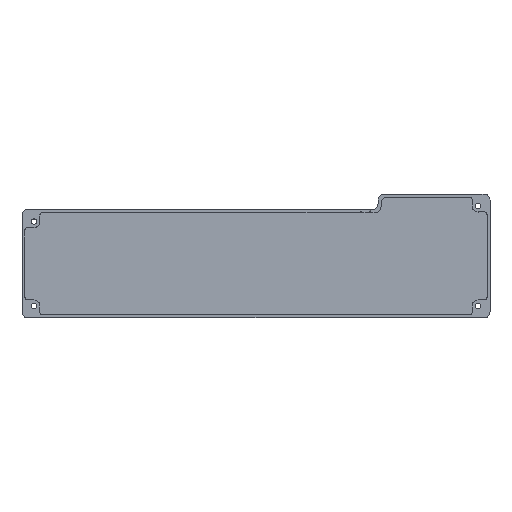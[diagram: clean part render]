
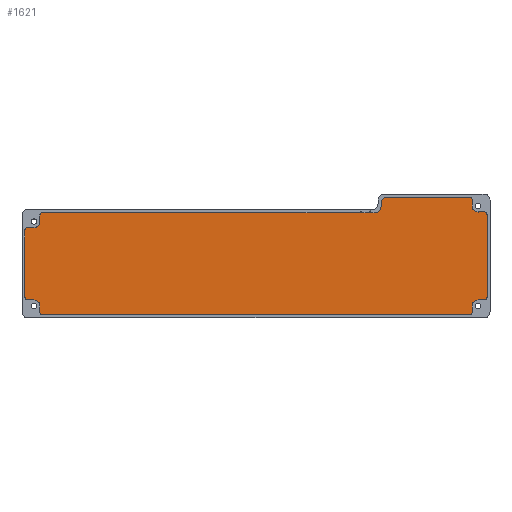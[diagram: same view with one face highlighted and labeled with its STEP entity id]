
A CAD part, top view. The second image highlights one B-rep face of the part: STEP entity #1621.
In plain terms, the highlighted planar face has unit normal (0, 0, 1).
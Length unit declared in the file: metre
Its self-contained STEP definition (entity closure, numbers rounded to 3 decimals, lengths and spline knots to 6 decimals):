
#78=LINE('',#2457,#218);
#86=LINE('',#2474,#226);
#98=LINE('',#2503,#238);
#102=LINE('',#2512,#242);
#110=LINE('',#2529,#250);
#133=LINE('',#2631,#273);
#218=VECTOR('',#1927,1.);
#226=VECTOR('',#1937,1.);
#238=VECTOR('',#1955,1.);
#242=VECTOR('',#1961,1.);
#250=VECTOR('',#1971,1.);
#273=VECTOR('',#2062,1.);
#446=ORIENTED_EDGE('',*,*,#912,.T.);
#447=ORIENTED_EDGE('',*,*,#913,.F.);
#448=ORIENTED_EDGE('',*,*,#914,.F.);
#449=ORIENTED_EDGE('',*,*,#915,.T.);
#450=ORIENTED_EDGE('',*,*,#831,.F.);
#451=ORIENTED_EDGE('',*,*,#916,.T.);
#452=ORIENTED_EDGE('',*,*,#865,.F.);
#453=ORIENTED_EDGE('',*,*,#917,.T.);
#454=ORIENTED_EDGE('',*,*,#857,.F.);
#455=ORIENTED_EDGE('',*,*,#918,.T.);
#456=ORIENTED_EDGE('',*,*,#853,.F.);
#457=ORIENTED_EDGE('',*,*,#919,.T.);
#458=ORIENTED_EDGE('',*,*,#920,.T.);
#459=ORIENTED_EDGE('',*,*,#921,.T.);
#460=ORIENTED_EDGE('',*,*,#839,.F.);
#461=ORIENTED_EDGE('',*,*,#922,.T.);
#831=EDGE_CURVE('',#1067,#1068,#78,.T.);
#839=EDGE_CURVE('',#1075,#1076,#86,.T.);
#853=EDGE_CURVE('',#1089,#1084,#98,.T.);
#857=EDGE_CURVE('',#1093,#1094,#102,.T.);
#865=EDGE_CURVE('',#1101,#1102,#110,.T.);
#912=EDGE_CURVE('',#1142,#1142,#1248,.T.);
#913=EDGE_CURVE('',#1143,#1143,#1249,.F.);
#914=EDGE_CURVE('',#1144,#1144,#1250,.F.);
#915=EDGE_CURVE('',#1145,#1145,#1251,.T.);
#916=EDGE_CURVE('',#1067,#1102,#1252,.F.);
#917=EDGE_CURVE('',#1101,#1094,#1253,.F.);
#918=EDGE_CURVE('',#1093,#1084,#1254,.F.);
#919=EDGE_CURVE('',#1089,#1146,#1255,.F.);
#920=EDGE_CURVE('',#1146,#1147,#133,.T.);
#921=EDGE_CURVE('',#1147,#1076,#1256,.T.);
#922=EDGE_CURVE('',#1075,#1068,#1257,.F.);
#1067=VERTEX_POINT('',#2456);
#1068=VERTEX_POINT('',#2458);
#1075=VERTEX_POINT('',#2473);
#1076=VERTEX_POINT('',#2475);
#1084=VERTEX_POINT('',#2493);
#1089=VERTEX_POINT('',#2502);
#1093=VERTEX_POINT('',#2511);
#1094=VERTEX_POINT('',#2513);
#1101=VERTEX_POINT('',#2528);
#1102=VERTEX_POINT('',#2530);
#1142=VERTEX_POINT('',#2619);
#1143=VERTEX_POINT('',#2621);
#1144=VERTEX_POINT('',#2623);
#1145=VERTEX_POINT('',#2625);
#1146=VERTEX_POINT('',#2630);
#1147=VERTEX_POINT('',#2632);
#1248=CIRCLE('',#1759,0.005);
#1249=CIRCLE('',#1760,0.005);
#1250=CIRCLE('',#1761,0.005);
#1251=CIRCLE('',#1762,0.005);
#1252=CIRCLE('',#1763,0.005);
#1253=CIRCLE('',#1764,0.005);
#1254=CIRCLE('',#1765,0.005);
#1255=CIRCLE('',#1766,0.005);
#1256=CIRCLE('',#1767,0.005);
#1257=CIRCLE('',#1768,0.005);
#1320=EDGE_LOOP('',(#446));
#1321=EDGE_LOOP('',(#447));
#1322=EDGE_LOOP('',(#448));
#1323=EDGE_LOOP('',(#449));
#1324=EDGE_LOOP('',(#450,#451,#452,#453,#454,#455,#456,#457,#458,#459,#460,
#461));
#1452=FACE_BOUND('',#1320,.T.);
#1453=FACE_BOUND('',#1321,.T.);
#1454=FACE_BOUND('',#1322,.T.);
#1455=FACE_BOUND('',#1323,.T.);
#1456=FACE_BOUND('',#1324,.T.);
#1579=PLANE('',#1758);
#1621=ADVANCED_FACE('',(#1452,#1453,#1454,#1455,#1456),#1579,.F.);
#1758=AXIS2_PLACEMENT_3D('',#2617,#2044,#2045);
#1759=AXIS2_PLACEMENT_3D('',#2618,#2046,#2047);
#1760=AXIS2_PLACEMENT_3D('',#2620,#2048,#2049);
#1761=AXIS2_PLACEMENT_3D('',#2622,#2050,#2051);
#1762=AXIS2_PLACEMENT_3D('',#2624,#2052,#2053);
#1763=AXIS2_PLACEMENT_3D('',#2626,#2054,#2055);
#1764=AXIS2_PLACEMENT_3D('',#2627,#2056,#2057);
#1765=AXIS2_PLACEMENT_3D('',#2628,#2058,#2059);
#1766=AXIS2_PLACEMENT_3D('',#2629,#2060,#2061);
#1767=AXIS2_PLACEMENT_3D('',#2633,#2063,#2064);
#1768=AXIS2_PLACEMENT_3D('',#2634,#2065,#2066);
#1927=DIRECTION('',(0.,1.,0.));
#1937=DIRECTION('',(1.,0.,0.));
#1955=DIRECTION('',(1.,0.,0.));
#1961=DIRECTION('',(0.,-1.,0.));
#1971=DIRECTION('',(-1.,0.,0.));
#2044=DIRECTION('',(0.,0.,-1.));
#2045=DIRECTION('',(1.,0.,0.));
#2046=DIRECTION('',(0.,0.,-1.));
#2047=DIRECTION('',(-1.,0.,0.));
#2048=DIRECTION('',(0.,0.,-1.));
#2049=DIRECTION('',(-1.,0.,0.));
#2050=DIRECTION('',(0.,0.,-1.));
#2051=DIRECTION('',(-1.,0.,0.));
#2052=DIRECTION('',(0.,0.,-1.));
#2053=DIRECTION('',(-1.,0.,0.));
#2054=DIRECTION('',(0.,0.,-1.));
#2055=DIRECTION('',(-1.,0.,0.));
#2056=DIRECTION('',(0.,0.,-1.));
#2057=DIRECTION('',(-1.,0.,0.));
#2058=DIRECTION('',(0.,0.,-1.));
#2059=DIRECTION('',(-1.,0.,0.));
#2060=DIRECTION('',(0.,0.,-1.));
#2061=DIRECTION('',(-1.,0.,0.));
#2062=DIRECTION('',(0.,-1.,0.));
#2063=DIRECTION('',(0.,0.,-1.));
#2064=DIRECTION('',(-1.,0.,0.));
#2065=DIRECTION('',(0.,0.,-1.));
#2066=DIRECTION('',(-1.,0.,0.));
#2456=CARTESIAN_POINT('',(0.3655,-0.0945,-0.005));
#2457=CARTESIAN_POINT('',(0.3655,-0.05675,-0.005));
#2458=CARTESIAN_POINT('',(0.3655,-0.019,-0.005));
#2473=CARTESIAN_POINT('',(0.3705,-0.014,-0.005));
#2474=CARTESIAN_POINT('',(0.51425,-0.014,-0.005));
#2475=CARTESIAN_POINT('',(0.658,-0.014,-0.005));
#2493=CARTESIAN_POINT('',(0.7465,-0.001,-0.005));
#2502=CARTESIAN_POINT('',(0.668,-0.001,-0.005));
#2503=CARTESIAN_POINT('',(0.70725,-0.001,-0.005));
#2511=CARTESIAN_POINT('',(0.7515,-0.006,-0.005));
#2512=CARTESIAN_POINT('',(0.7515,-0.05025,-0.005));
#2513=CARTESIAN_POINT('',(0.7515,-0.0945,-0.005));
#2528=CARTESIAN_POINT('',(0.7465,-0.0995,-0.005));
#2529=CARTESIAN_POINT('',(0.5585,-0.0995,-0.005));
#2530=CARTESIAN_POINT('',(0.3705,-0.0995,-0.005));
#2617=CARTESIAN_POINT('',(0.5585,-0.05025,-0.005));
#2618=CARTESIAN_POINT('',(0.373,-0.092,-0.005));
#2619=CARTESIAN_POINT('',(0.368,-0.092,-0.005));
#2620=CARTESIAN_POINT('',(0.744,-0.092,-0.005));
#2621=CARTESIAN_POINT('',(0.739,-0.092,-0.005));
#2622=CARTESIAN_POINT('',(0.744,-0.0085,-0.005));
#2623=CARTESIAN_POINT('',(0.739,-0.0085,-0.005));
#2624=CARTESIAN_POINT('',(0.373,-0.0215,-0.005));
#2625=CARTESIAN_POINT('',(0.368,-0.0215,-0.005));
#2626=CARTESIAN_POINT('',(0.3705,-0.0945,-0.005));
#2627=CARTESIAN_POINT('',(0.7465,-0.0945,-0.005));
#2628=CARTESIAN_POINT('',(0.7465,-0.006,-0.005));
#2629=CARTESIAN_POINT('',(0.668,-0.006,-0.005));
#2630=CARTESIAN_POINT('',(0.663,-0.006,-0.005));
#2631=CARTESIAN_POINT('',(0.663,-0.01275,-0.005));
#2632=CARTESIAN_POINT('',(0.663,-0.009,-0.005));
#2633=CARTESIAN_POINT('',(0.658,-0.009,-0.005));
#2634=CARTESIAN_POINT('',(0.3705,-0.019,-0.005));
